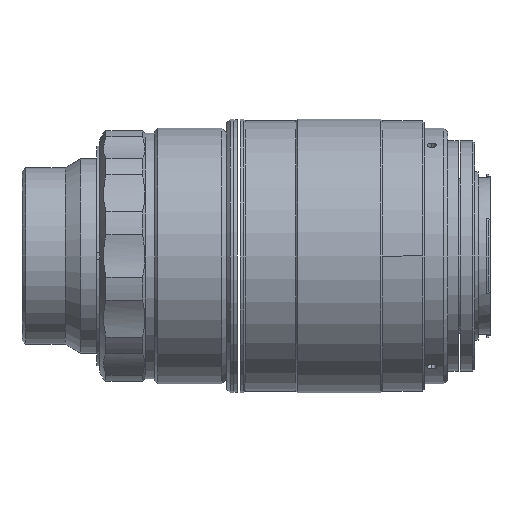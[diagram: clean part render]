
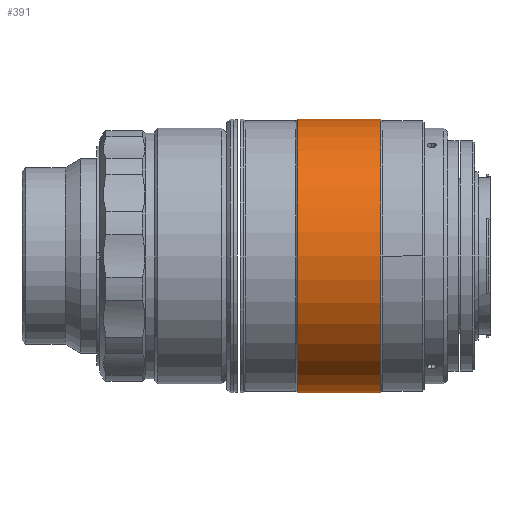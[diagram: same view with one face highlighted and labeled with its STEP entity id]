
A CAD part, front view. The second image highlights one B-rep face of the part: STEP entity #391.
In plain terms, the highlighted cylindrical face has radius 38 mm (diameter 76 mm), a partial arc.
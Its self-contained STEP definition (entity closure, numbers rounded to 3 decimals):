
#120 = DIRECTION ( 'NONE',  ( 1., 0., 0. ) ) ;
#296 = EDGE_LOOP ( 'NONE', ( #851, #2119, #4520, #4986, #2934 ) ) ;
#375 = DIRECTION ( 'NONE',  ( 1., 0., 0. ) ) ;
#391 = ADVANCED_FACE ( 'NONE', ( #3932 ), #3007, .T. ) ;
#452 = VERTEX_POINT ( 'NONE', #3179 ) ;
#584 = CIRCLE ( 'NONE', #5108, 38. ) ;
#651 = VECTOR ( 'NONE', #4747, 1000. ) ;
#718 = AXIS2_PLACEMENT_3D ( 'NONE', #5725, #5274, #1234 ) ;
#851 = ORIENTED_EDGE ( 'NONE', *, *, #5226, .F. ) ;
#883 = VERTEX_POINT ( 'NONE', #5858 ) ;
#897 = CARTESIAN_POINT ( 'NONE',  ( -72.5, 0., 0. ) ) ;
#1057 = CIRCLE ( 'NONE', #2365, 38. ) ;
#1234 = DIRECTION ( 'NONE',  ( 0., 0., -1. ) ) ;
#1489 = CIRCLE ( 'NONE', #2915, 38. ) ;
#1983 = VERTEX_POINT ( 'NONE', #5014 ) ;
#2119 = ORIENTED_EDGE ( 'NONE', *, *, #3834, .T. ) ;
#2144 = CARTESIAN_POINT ( 'NONE',  ( -31.167, 0., -38. ) ) ;
#2233 = EDGE_CURVE ( 'NONE', #452, #1983, #1057, .T. ) ;
#2365 = AXIS2_PLACEMENT_3D ( 'NONE', #4537, #2805, #4073 ) ;
#2670 = VECTOR ( 'NONE', #375, 1000. ) ;
#2805 = DIRECTION ( 'NONE',  ( 1., 0., 0. ) ) ;
#2915 = AXIS2_PLACEMENT_3D ( 'NONE', #5348, #3999, #3052 ) ;
#2934 = ORIENTED_EDGE ( 'NONE', *, *, #2233, .F. ) ;
#2959 = LINE ( 'NONE', #3044, #651 ) ;
#3007 = CYLINDRICAL_SURFACE ( 'NONE', #718, 38. ) ;
#3028 = LINE ( 'NONE', #2144, #2670 ) ;
#3044 = CARTESIAN_POINT ( 'NONE',  ( -31.167, 0., 38. ) ) ;
#3052 = DIRECTION ( 'NONE',  ( 0., 0., -1. ) ) ;
#3179 = CARTESIAN_POINT ( 'NONE',  ( -72.5, 0., 38. ) ) ;
#3243 = VERTEX_POINT ( 'NONE', #4064 ) ;
#3430 = VERTEX_POINT ( 'NONE', #3895 ) ;
#3729 = DIRECTION ( 'NONE',  ( 0., 1., 0. ) ) ;
#3834 = EDGE_CURVE ( 'NONE', #3243, #3430, #1489, .T. ) ;
#3895 = CARTESIAN_POINT ( 'NONE',  ( -95.6, 0., -38. ) ) ;
#3932 = FACE_OUTER_BOUND ( 'NONE', #296, .T. ) ;
#3999 = DIRECTION ( 'NONE',  ( 1., 0., 0. ) ) ;
#4064 = CARTESIAN_POINT ( 'NONE',  ( -95.6, 0., 38. ) ) ;
#4073 = DIRECTION ( 'NONE',  ( 0., 1., 0. ) ) ;
#4520 = ORIENTED_EDGE ( 'NONE', *, *, #4597, .T. ) ;
#4537 = CARTESIAN_POINT ( 'NONE',  ( -72.5, 0., 0. ) ) ;
#4597 = EDGE_CURVE ( 'NONE', #3430, #883, #3028, .T. ) ;
#4746 = EDGE_CURVE ( 'NONE', #1983, #883, #584, .T. ) ;
#4747 = DIRECTION ( 'NONE',  ( 1., 0., 0. ) ) ;
#4986 = ORIENTED_EDGE ( 'NONE', *, *, #4746, .F. ) ;
#5014 = CARTESIAN_POINT ( 'NONE',  ( -72.5, -38., 0. ) ) ;
#5108 = AXIS2_PLACEMENT_3D ( 'NONE', #897, #120, #3729 ) ;
#5226 = EDGE_CURVE ( 'NONE', #3243, #452, #2959, .T. ) ;
#5274 = DIRECTION ( 'NONE',  ( 1., 0., 0. ) ) ;
#5348 = CARTESIAN_POINT ( 'NONE',  ( -95.6, 0., 0. ) ) ;
#5725 = CARTESIAN_POINT ( 'NONE',  ( -31.167, 0., 0. ) ) ;
#5858 = CARTESIAN_POINT ( 'NONE',  ( -72.5, 0., -38. ) ) ;
